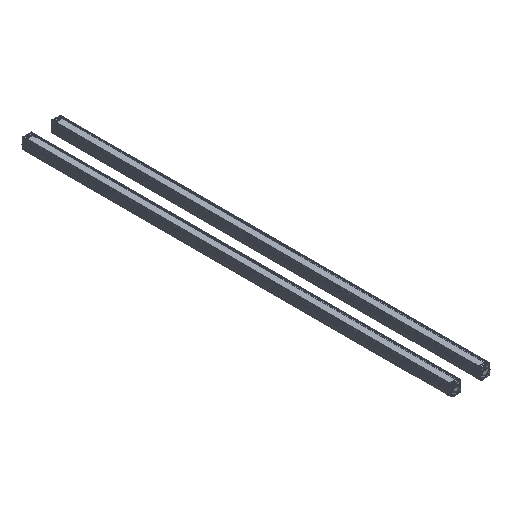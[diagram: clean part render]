
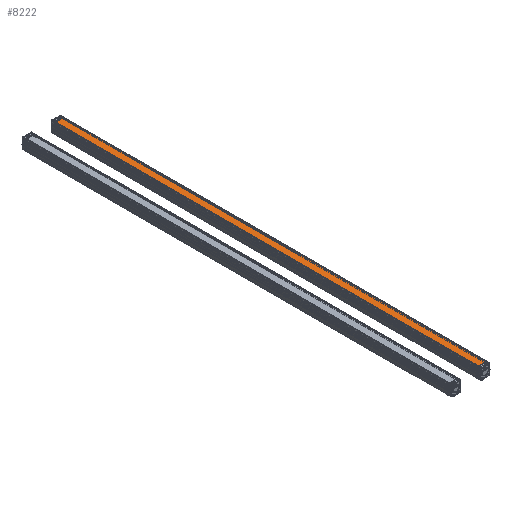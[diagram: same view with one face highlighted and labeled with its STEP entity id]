
A CAD part, isometric view. The second image highlights one B-rep face of the part: STEP entity #8222.
In plain terms, the highlighted planar face has unit normal (0, 0, 1).
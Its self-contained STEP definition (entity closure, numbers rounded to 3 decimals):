
#8222=ADVANCED_FACE('',(#23485),#23486,.T.);
#23485=FACE_OUTER_BOUND('',#58510,.T.);
#23486=PLANE('',#58511);
#58510=EDGE_LOOP('',(#115663,#115664,#115665,#115666));
#58511=AXIS2_PLACEMENT_3D('',#115667,#115668,#115669);
#115663=ORIENTED_EDGE('',*,*,#136243,.T.);
#115664=ORIENTED_EDGE('',*,*,#136244,.F.);
#115665=ORIENTED_EDGE('',*,*,#136240,.T.);
#115666=ORIENTED_EDGE('',*,*,#135949,.F.);
#115667=CARTESIAN_POINT('',(-146.617,59.054,-307.536));
#115668=DIRECTION('',(0.,0.,1.0));
#115669=DIRECTION('',(0.0,-1.0,0.));
#135949=EDGE_CURVE('',#166102,#166104,#166105,.T.);
#136240=EDGE_CURVE('',#166641,#166104,#166642,.T.);
#136243=EDGE_CURVE('',#166102,#166646,#166647,.T.);
#136244=EDGE_CURVE('',#166641,#166646,#166648,.T.);
#166102=VERTEX_POINT('',#220307);
#166104=VERTEX_POINT('',#220310);
#166105=LINE('',#220311,#220312);
#166641=VERTEX_POINT('',#221004);
#166642=LINE('',#221005,#221006);
#166646=VERTEX_POINT('',#221012);
#166647=LINE('',#221013,#221014);
#166648=LINE('',#221015,#221016);
#220307=CARTESIAN_POINT('',(-109.017,-1740.946,-307.536));
#220310=CARTESIAN_POINT('',(-146.617,-1740.946,-307.536));
#220311=CARTESIAN_POINT('',(-109.017,-1740.946,-307.536));
#220312=VECTOR('',#252945,37.6);
#221004=CARTESIAN_POINT('',(-146.617,407.554,-307.536));
#221005=CARTESIAN_POINT('',(-146.617,59.054,-307.536));
#221006=VECTOR('',#253504,2148.5);
#221012=CARTESIAN_POINT('',(-109.017,407.554,-307.536));
#221013=CARTESIAN_POINT('',(-109.017,59.054,-307.536));
#221014=VECTOR('',#253507,2148.5);
#221015=CARTESIAN_POINT('',(-146.617,407.554,-307.536));
#221016=VECTOR('',#253508,37.6);
#252945=DIRECTION('',(-1.0,0.,0.));
#253504=DIRECTION('',(0.,-1.0,0.0));
#253507=DIRECTION('',(0.,1.0,0.));
#253508=DIRECTION('',(1.0,0.,0.));
